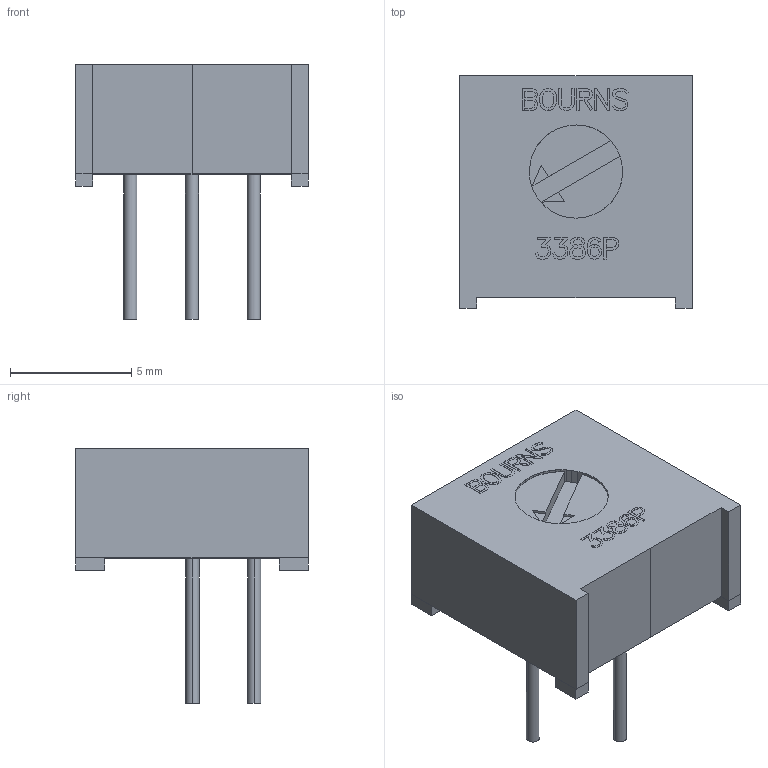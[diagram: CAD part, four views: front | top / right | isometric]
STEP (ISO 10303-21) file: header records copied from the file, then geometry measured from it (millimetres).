
FILE_DESCRIPTION (( 'STEP AP214' ), '1' );
FILE_NAME ('SW3dPS-3386P-L.STEP', '2009-09-22T13:39:57', ( 'sysAdmin' ), ( 'SolidWorks' ), 'SwSTEP 2.0', 'SolidWorks 2009', '' );
FILE_SCHEMA (( 'AUTOMOTIVE_DESIGN' ));
Length unit declared in the file: millimetre
Products named in the file (41): SW3dPS-3386P-L_Extruded32; SW3dPS-3386P-L_Free-Models1; SW3dPS-3386P-L; SW3dPS-3386P-L_451858001; SW3dPS-3386P-L_451858641; SW3dPS-3386P-L_Extruded17; SW3dPS-3386P-L_Cylinder2; SW3dPS-3386P-L_451624641; SW3dPS-3386P-L_451857489; SW3dPS-3386P-L_Extruded22; SW3dPS-3386P-L_451858257; SW3dPS-3386P-L_Extruded28; SW3dPS-3386P-L_451857873; SW3dPS-3386P-L_Extruded30; SW3dPS-3386P-L_451861073; SW3dPS-3386P-L_451859281; SW3dPS-3386P-L_Extruded25; SW3dPS-3386P-L_Board1; SW3dPS-3386P-L_451859793; SW3dPS-3386P-L_Extruded31; SW3dPS-3386P-L_451858897; SW3dPS-3386P-L_Extruded18; SW3dPS-3386P-L_Extruded19; SW3dPS-3386P-L_Extruded20; SW3dPS-3386P-L_451855569; SW3dPS-3386P-L_Extruded21; SW3dPS-3386P-L_451862609; SW3dPS-3386P-L_451862097; SW3dPS-3386P-L_Extruded24; SW3dPS-3386P-L_451862225; SW3dPS-3386P-L_451862353; SW3dPS-3386P-L_Extruded33; SW3dPS-3386P-L_Extruded27; SW3dPS-3386P-L_451862737; SW3dPS-3386P-L_451859537; SW3dPS-3386P-L_Extruded29; SW3dPS-3386P-L_451858513; SW3dPS-3386P-L_Extruded26; SW3dPS-3386P-L_Cylinder3; SW3dPS-3386P-L_Extruded23 ...
Assembly tree (46 placements, depth 4):
  SW3dPS-3386P-L
    SW3dPS-3386P-L_Board1
    SW3dPS-3386P-L_Free-Models1
      SW3dPS-3386P-L_451623745  x3
        SW3dPS-3386P-L_Cylinder3
      SW3dPS-3386P-L_451861073  x2
        SW3dPS-3386P-L_Extruded18
      SW3dPS-3386P-L_451862225
        SW3dPS-3386P-L_Extruded24
      SW3dPS-3386P-L_451858641
        SW3dPS-3386P-L_Extruded17
      SW3dPS-3386P-L_451858001
        SW3dPS-3386P-L_Extruded32
      SW3dPS-3386P-L_451862097
        SW3dPS-3386P-L_Extruded20
      SW3dPS-3386P-L_451862353
        SW3dPS-3386P-L_Extruded27
      SW3dPS-3386P-L_451862609
        SW3dPS-3386P-L_Extruded33
      SW3dPS-3386P-L_451858257
        SW3dPS-3386P-L_Extruded30
      SW3dPS-3386P-L_451857489
        SW3dPS-3386P-L_Extruded22
      SW3dPS-3386P-L_451859281
        SW3dPS-3386P-L_Extruded25
      SW3dPS-3386P-L_451859793
        SW3dPS-3386P-L_Extruded31
      SW3dPS-3386P-L_451858513  x4
        SW3dPS-3386P-L_Extruded29
      SW3dPS-3386P-L_451862737
        SW3dPS-3386P-L_Extruded21
      SW3dPS-3386P-L_451857873
        SW3dPS-3386P-L_Extruded28
      SW3dPS-3386P-L_451624641
        SW3dPS-3386P-L_Cylinder2
      SW3dPS-3386P-L_451855569
        SW3dPS-3386P-L_Extruded23
      SW3dPS-3386P-L_451858897
        SW3dPS-3386P-L_Extruded19
      SW3dPS-3386P-L_451859537
        SW3dPS-3386P-L_Extruded26
Bounding box: 9.6 x 9.6 x 10.51 mm (x, y, z)
Volume: 15.5 mm3; surface area: 649.3 mm2
Topology: 21 solids, 33 shells, 543 faces, 1510 edges, 1020 vertices
Faces by surface type: plane 535, cylinder 8
Entity records: 16939 total; most frequent: CARTESIAN_POINT 2861, ORIENTED_EDGE 2718, DIRECTION 2495, EDGE_CURVE 1375, LINE 1367, VECTOR 1367, VERTEX_POINT 930, AXIS2_PLACEMENT_3D 564
